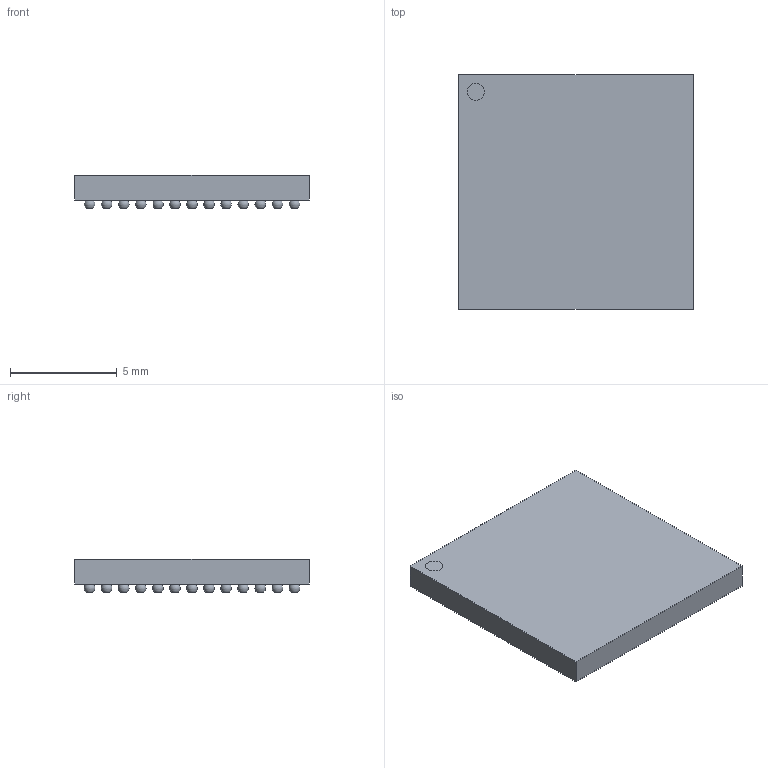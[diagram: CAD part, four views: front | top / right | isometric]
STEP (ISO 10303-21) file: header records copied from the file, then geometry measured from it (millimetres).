
FILE_DESCRIPTION(/* description */ (''),/* implementation_level */ '2;1');
FILE_NAME(/* name */ 'BGA169C80P13X13_1100X1100X155.stp',/* time_stamp */ '2017-02-16T13:46:16+01:00',/* author */ ('jchouvet'),/* organization */ (''),/* preprocessor_version */ 'ST-DEVELOPER v16.1',/* originating_system */ 'AutoCAD Mechanical',/* authorisation */ '');
FILE_SCHEMA (('AUTOMOTIVE_DESIGN { 1 0 10303 214 3 1 1 }'));
Length unit declared in the file: millimetre
Products named in the file (1): Product
Bounding box: 11 x 11 x 1.55 mm (x, y, z)
Volume: 149.6 mm3; surface area: 423.9 mm2
Topology: 171 solids, 171 shells, 518 faces, 694 edges, 519 vertices
Faces by surface type: plane 347, sphere 169, cylinder 2
Full cylindrical faces by diameter (mm): 0.8 x2
Entity records: 8565 total; most frequent: DIRECTION 1734, CARTESIAN_POINT 1223, AXIS2_PLACEMENT_3D 861, ORIENTED_EDGE 708, EDGE_LOOP 690, FACE_OUTER_BOUND 518, ADVANCED_FACE 518, EDGE_CURVE 354
